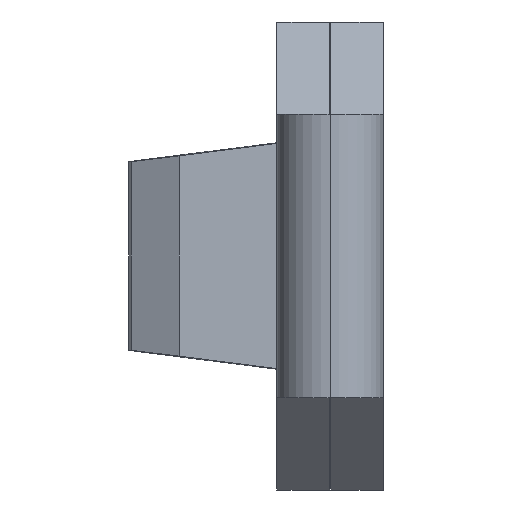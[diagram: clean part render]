
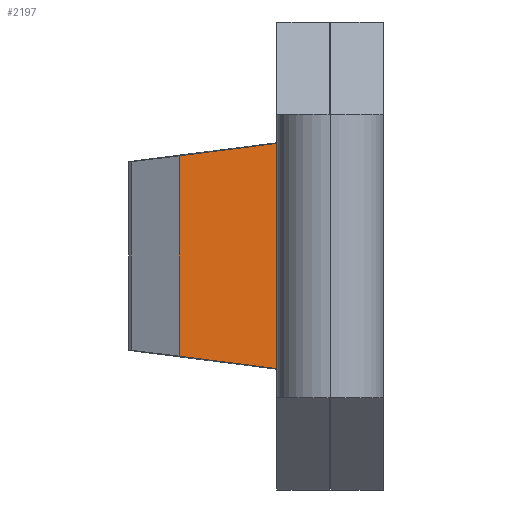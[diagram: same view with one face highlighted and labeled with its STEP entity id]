
A CAD part, left-side view. The second image highlights one B-rep face of the part: STEP entity #2197.
In plain terms, the highlighted planar face has unit normal (-0.995, -0.097, 0).
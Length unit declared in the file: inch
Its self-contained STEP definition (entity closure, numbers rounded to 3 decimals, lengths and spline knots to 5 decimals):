
#104 = VECTOR ( 'NONE', #1038, 39.37008 ) ;
#107 = DIRECTION ( 'NONE',  ( -0.097, 0.995, 0. ) ) ;
#172 = EDGE_CURVE ( 'NONE', #738, #2780, #1529, .T. ) ;
#188 = DIRECTION ( 'NONE',  ( 0.096, -0.987, 0.126 ) ) ;
#344 = FACE_OUTER_BOUND ( 'NONE', #1896, .T. ) ;
#347 = PLANE ( 'NONE',  #726 ) ;
#366 = EDGE_CURVE ( 'NONE', #456, #2983, #768, .T. ) ;
#430 = CARTESIAN_POINT ( 'NONE',  ( 0.90393, 0.00607, 0.0625 ) ) ;
#456 = VERTEX_POINT ( 'NONE', #1666 ) ;
#544 = CARTESIAN_POINT ( 'NONE',  ( 0.90393, 0.00607, 0.0625 ) ) ;
#726 = AXIS2_PLACEMENT_3D ( 'NONE', #854, #1579, #107 ) ;
#738 = VERTEX_POINT ( 'NONE', #2783 ) ;
#768 = LINE ( 'NONE', #2013, #104 ) ;
#854 = CARTESIAN_POINT ( 'NONE',  ( 0.89675, 0.07991, 0.0625 ) ) ;
#879 = VECTOR ( 'NONE', #2706, 39.37008 ) ;
#1038 = DIRECTION ( 'NONE',  ( -0.096, 0.987, 0.126 ) ) ;
#1203 = DIRECTION ( 'NONE',  ( 0., 0., -1. ) ) ;
#1232 = CARTESIAN_POINT ( 'NONE',  ( 0.90393, 0.00607, 0.0625 ) ) ;
#1233 = EDGE_CURVE ( 'NONE', #2780, #456, #2162, .T. ) ;
#1430 = ORIENTED_EDGE ( 'NONE', *, *, #172, .F. ) ;
#1438 = CARTESIAN_POINT ( 'NONE',  ( 0.89675, 0.07991, 0.0625 ) ) ;
#1529 = LINE ( 'NONE', #430, #2774 ) ;
#1579 = DIRECTION ( 'NONE',  ( 0.995, 0.097, 0. ) ) ;
#1643 = LINE ( 'NONE', #1438, #2884 ) ;
#1666 = CARTESIAN_POINT ( 'NONE',  ( 0.90393, 0.00607, -0.0625 ) ) ;
#1852 = CARTESIAN_POINT ( 'NONE',  ( 0.89675, 0.07991, -0.05308 ) ) ;
#1896 = EDGE_LOOP ( 'NONE', ( #3242, #2458, #2050, #1430 ) ) ;
#2013 = CARTESIAN_POINT ( 'NONE',  ( 0.90393, 0.00607, -0.0625 ) ) ;
#2050 = ORIENTED_EDGE ( 'NONE', *, *, #1233, .F. ) ;
#2162 = LINE ( 'NONE', #1232, #879 ) ;
#2197 = ADVANCED_FACE ( 'NONE', ( #344 ), #347, .F. ) ;
#2458 = ORIENTED_EDGE ( 'NONE', *, *, #366, .F. ) ;
#2636 = EDGE_CURVE ( 'NONE', #738, #2983, #1643, .T. ) ;
#2706 = DIRECTION ( 'NONE',  ( 0., 0., -1. ) ) ;
#2774 = VECTOR ( 'NONE', #188, 39.37008 ) ;
#2780 = VERTEX_POINT ( 'NONE', #544 ) ;
#2783 = CARTESIAN_POINT ( 'NONE',  ( 0.89675, 0.07991, 0.05308 ) ) ;
#2884 = VECTOR ( 'NONE', #1203, 39.37008 ) ;
#2983 = VERTEX_POINT ( 'NONE', #1852 ) ;
#3242 = ORIENTED_EDGE ( 'NONE', *, *, #2636, .T. ) ;
